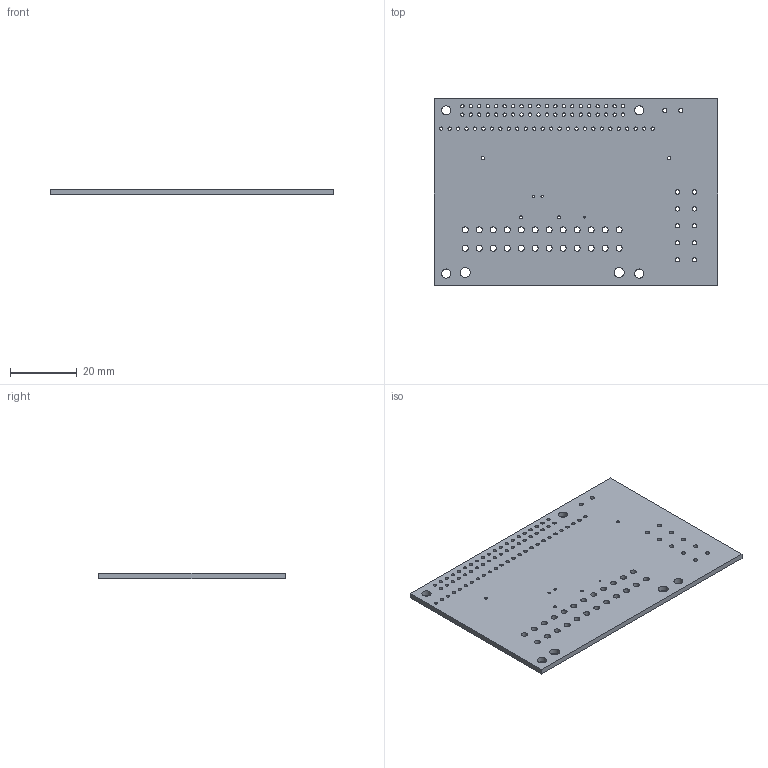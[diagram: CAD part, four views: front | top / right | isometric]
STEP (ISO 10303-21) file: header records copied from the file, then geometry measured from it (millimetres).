
FILE_DESCRIPTION(('for SolidWorks'),'2;1');
FILE_NAME('atxInterfacePcb.step','2016-04-07T15:41:39',('Sawaiz'),(''), 'Open CASCADE STEP processor 6.6','Diptrace','Unknown');
FILE_SCHEMA(('AUTOMOTIVE_DESIGN { 1 0 10303 214 1 1 1 1 }'));
Length unit declared in the file: millimetre
Products named in the file (2): PCB; Board
Assembly tree (1 placements, depth 2):
  PCB
    Board
Bounding box: 85 x 56 x 1.6 mm (x, y, z)
Volume: 7341.3 mm3; surface area: 10373.8 mm2
Topology: 1 solids, 1 shells, 121 faces, 357 edges, 238 vertices
Faces by surface type: cylinder 115, plane 6
Full cylindrical faces by diameter (mm): 0.483 x1, 0.711 x2, 0.9 x2, 1 x2, 1.016 x40, 1.02 x26, 1.27 x2, 1.3 x10, 1.8 x24, 2.75 x4, 3 x2
Entity records: 4678 total; most frequent: DIRECTION 833, CARTESIAN_POINT 718, ORIENTED_EDGE 714, EDGE_CURVE 357, AXIS2_PLACEMENT_3D 353, FACE_BOUND 351, EDGE_LOOP 351, VERTEX_POINT 238
